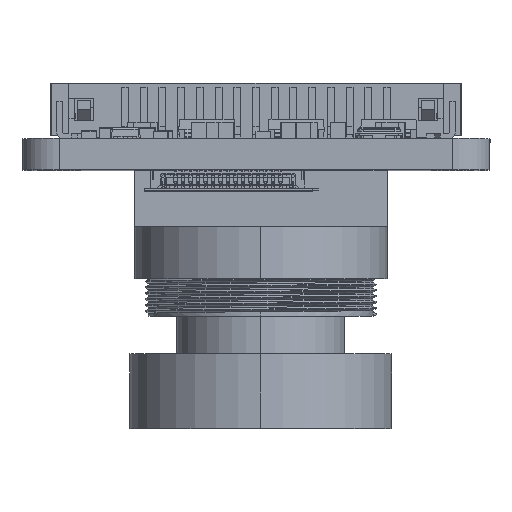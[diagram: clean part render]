
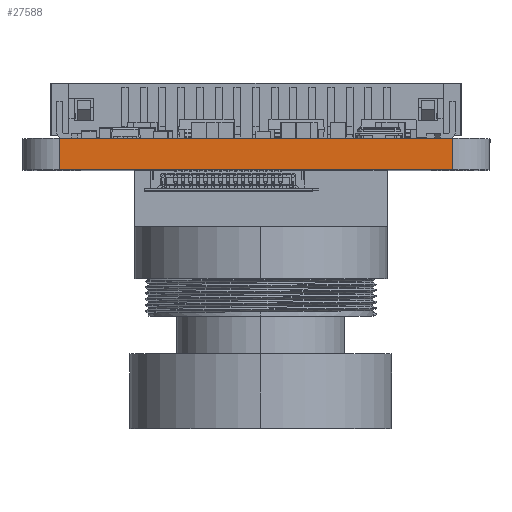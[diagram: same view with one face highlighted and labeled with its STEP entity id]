
A CAD part, top view. The second image highlights one B-rep face of the part: STEP entity #27588.
In plain terms, the highlighted face is planar.
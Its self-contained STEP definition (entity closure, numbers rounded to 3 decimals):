
#17601 = LINE ( 'NONE', #63666, #183855 ) ;
#23473 = CARTESIAN_POINT ( 'NONE',  ( 0., 14.5, 0. ) ) ;
#24002 = PLANE ( 'NONE',  #180161 ) ;
#25413 = CARTESIAN_POINT ( 'NONE',  ( 0., 14.5, -1.671 ) ) ;
#27588 = ADVANCED_FACE ( 'NONE', ( #34053 ), #24002, .F. ) ;
#29767 = VERTEX_POINT ( 'NONE', #195367 ) ;
#34053 = FACE_OUTER_BOUND ( 'NONE', #72795, .T. ) ;
#37188 = EDGE_CURVE ( 'NONE', #208824, #121630, #17601, .T. ) ;
#37405 = ORIENTED_EDGE ( 'NONE', *, *, #158232, .T. ) ;
#37758 = CARTESIAN_POINT ( 'NONE',  ( 21., 14.5, 0. ) ) ;
#42626 = DIRECTION ( 'NONE',  ( -1., 0., 0. ) ) ;
#57094 = DIRECTION ( 'NONE',  ( 0., 0., -1. ) ) ;
#62827 = LINE ( 'NONE', #37758, #180940 ) ;
#63666 = CARTESIAN_POINT ( 'NONE',  ( 21., 14.5, -1.671 ) ) ;
#72795 = EDGE_LOOP ( 'NONE', ( #154752, #37405, #110586, #104732 ) ) ;
#78304 = DIRECTION ( 'NONE',  ( -1., 0., 0. ) ) ;
#84441 = CARTESIAN_POINT ( 'NONE',  ( 0., 14.5, -1.671 ) ) ;
#88781 = VERTEX_POINT ( 'NONE', #23473 ) ;
#102801 = CARTESIAN_POINT ( 'NONE',  ( 21., 14.5, -1.671 ) ) ;
#104732 = ORIENTED_EDGE ( 'NONE', *, *, #198908, .F. ) ;
#110586 = ORIENTED_EDGE ( 'NONE', *, *, #207773, .F. ) ;
#119123 = LINE ( 'NONE', #25413, #196877 ) ;
#121630 = VERTEX_POINT ( 'NONE', #84441 ) ;
#127742 = CARTESIAN_POINT ( 'NONE',  ( 21., 14.5, -1.671 ) ) ;
#129255 = DIRECTION ( 'NONE',  ( 0., 0., 1. ) ) ;
#132707 = VECTOR ( 'NONE', #129255, 1000. ) ;
#144143 = CARTESIAN_POINT ( 'NONE',  ( 21., 14.5, -1.671 ) ) ;
#154752 = ORIENTED_EDGE ( 'NONE', *, *, #37188, .T. ) ;
#158232 = EDGE_CURVE ( 'NONE', #121630, #88781, #119123, .T. ) ;
#180161 = AXIS2_PLACEMENT_3D ( 'NONE', #144143, #210151, #57094 ) ;
#180661 = DIRECTION ( 'NONE',  ( 0., 0., 1. ) ) ;
#180940 = VECTOR ( 'NONE', #78304, 1000. ) ;
#183855 = VECTOR ( 'NONE', #42626, 1000. ) ;
#195367 = CARTESIAN_POINT ( 'NONE',  ( 21., 14.5, 0. ) ) ;
#196877 = VECTOR ( 'NONE', #180661, 1000. ) ;
#198908 = EDGE_CURVE ( 'NONE', #208824, #29767, #213074, .T. ) ;
#207773 = EDGE_CURVE ( 'NONE', #29767, #88781, #62827, .T. ) ;
#208824 = VERTEX_POINT ( 'NONE', #102801 ) ;
#210151 = DIRECTION ( 'NONE',  ( 0., -1., 0. ) ) ;
#213074 = LINE ( 'NONE', #127742, #132707 ) ;
